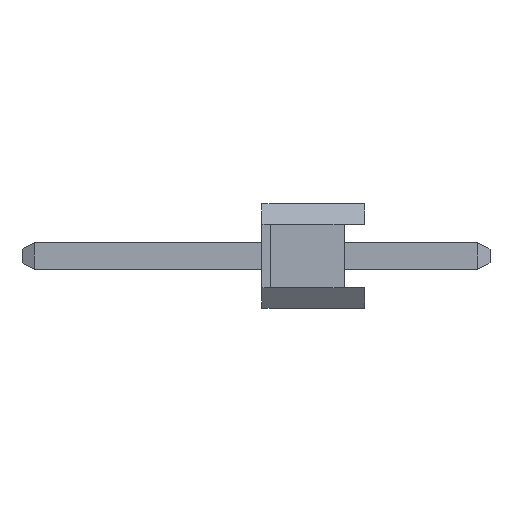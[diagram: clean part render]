
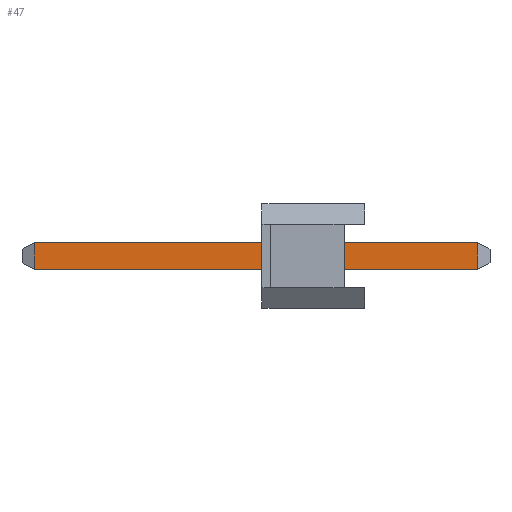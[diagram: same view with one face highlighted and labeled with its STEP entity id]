
A CAD part, left-side view. The second image highlights one B-rep face of the part: STEP entity #47.
In plain terms, the highlighted planar face has unit normal (-1, 0, 0).
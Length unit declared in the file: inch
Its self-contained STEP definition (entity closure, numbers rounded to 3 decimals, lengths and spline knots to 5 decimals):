
#47 = ADVANCED_FACE ( 'NONE', ( #5907 ), #741, .T. ) ;
#200 = EDGE_CURVE ( 'NONE', #5252, #239, #1355, .T. ) ;
#219 = DIRECTION ( 'NONE',  ( 0., -1., 0. ) ) ;
#239 = VERTEX_POINT ( 'NONE', #6078 ) ;
#478 = VECTOR ( 'NONE', #7132, 39.37008 ) ;
#571 = DIRECTION ( 'NONE',  ( 0., 1., 0. ) ) ;
#741 = PLANE ( 'NONE',  #754 ) ;
#754 = AXIS2_PLACEMENT_3D ( 'NONE', #8000, #2158, #8168 ) ;
#829 = LINE ( 'NONE', #4354, #5873 ) ;
#842 = VERTEX_POINT ( 'NONE', #5238 ) ;
#1304 = CARTESIAN_POINT ( 'NONE',  ( 12.29797, 14.9808, -0.28661 ) ) ;
#1355 = LINE ( 'NONE', #8304, #7232 ) ;
#1399 = EDGE_CURVE ( 'NONE', #3727, #842, #829, .T. ) ;
#2055 = CARTESIAN_POINT ( 'NONE',  ( 12.29797, 14.9556, -0.07997 ) ) ;
#2158 = DIRECTION ( 'NONE',  ( -1., 0., 0. ) ) ;
#3531 = EDGE_CURVE ( 'NONE', #239, #3727, #8483, .T. ) ;
#3727 = VERTEX_POINT ( 'NONE', #4394 ) ;
#4354 = CARTESIAN_POINT ( 'NONE',  ( 12.29797, 14.9556, 0.13819 ) ) ;
#4394 = CARTESIAN_POINT ( 'NONE',  ( 12.29797, 14.9556, 0.13819 ) ) ;
#5238 = CARTESIAN_POINT ( 'NONE',  ( 12.29797, 14.9808, 0.13819 ) ) ;
#5252 = VERTEX_POINT ( 'NONE', #1304 ) ;
#5359 = DIRECTION ( 'NONE',  ( 0., 0., 1. ) ) ;
#5873 = VECTOR ( 'NONE', #571, 39.37008 ) ;
#5907 = FACE_OUTER_BOUND ( 'NONE', #6745, .T. ) ;
#5969 = LINE ( 'NONE', #6491, #478 ) ;
#6078 = CARTESIAN_POINT ( 'NONE',  ( 12.29797, 14.9556, -0.28661 ) ) ;
#6491 = CARTESIAN_POINT ( 'NONE',  ( 12.29797, 14.9808, -0.07997 ) ) ;
#6515 = ORIENTED_EDGE ( 'NONE', *, *, #7666, .T. ) ;
#6745 = EDGE_LOOP ( 'NONE', ( #7886, #7406, #6515, #6901 ) ) ;
#6901 = ORIENTED_EDGE ( 'NONE', *, *, #200, .T. ) ;
#7132 = DIRECTION ( 'NONE',  ( 0., 0., -1. ) ) ;
#7232 = VECTOR ( 'NONE', #219, 39.37008 ) ;
#7406 = ORIENTED_EDGE ( 'NONE', *, *, #1399, .T. ) ;
#7666 = EDGE_CURVE ( 'NONE', #842, #5252, #5969, .T. ) ;
#7886 = ORIENTED_EDGE ( 'NONE', *, *, #3531, .T. ) ;
#8000 = CARTESIAN_POINT ( 'NONE',  ( 12.29797, 14.9556, -0.07997 ) ) ;
#8168 = DIRECTION ( 'NONE',  ( 0., -1., 0. ) ) ;
#8272 = VECTOR ( 'NONE', #5359, 39.37008 ) ;
#8304 = CARTESIAN_POINT ( 'NONE',  ( 12.29797, 14.9556, -0.28661 ) ) ;
#8483 = LINE ( 'NONE', #2055, #8272 ) ;
